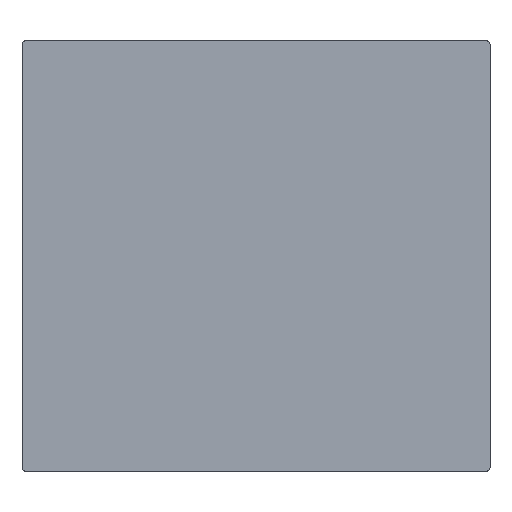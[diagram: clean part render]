
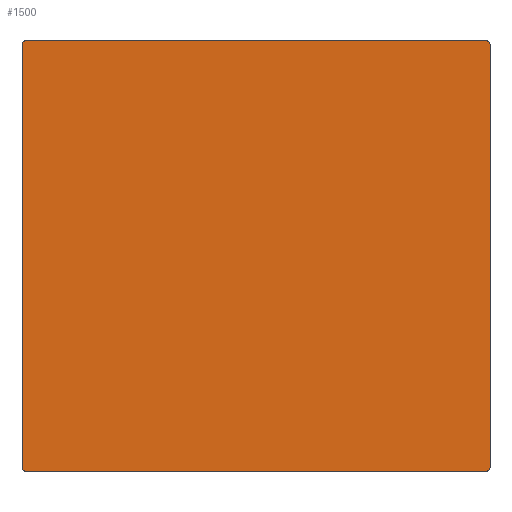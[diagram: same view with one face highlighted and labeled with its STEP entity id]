
A CAD part, front view. The second image highlights one B-rep face of the part: STEP entity #1500.
In plain terms, the highlighted planar face has unit normal (0, -1, 0).
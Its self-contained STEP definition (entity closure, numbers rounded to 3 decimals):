
#3 = DIRECTION ( 'NONE',  ( 0., 0., -1. ) ) ;
#36 = AXIS2_PLACEMENT_3D ( 'NONE', #1205, #429, #1329 ) ;
#47 = LINE ( 'NONE', #1065, #700 ) ;
#62 = VERTEX_POINT ( 'NONE', #1598 ) ;
#146 = DIRECTION ( 'NONE',  ( 1., 0., 0. ) ) ;
#191 = DIRECTION ( 'NONE',  ( 0., 0., -1. ) ) ;
#220 = EDGE_CURVE ( 'NONE', #1413, #1253, #1479, .T. ) ;
#264 = EDGE_CURVE ( 'NONE', #763, #689, #548, .T. ) ;
#270 = AXIS2_PLACEMENT_3D ( 'NONE', #1102, #976, #191 ) ;
#333 = DIRECTION ( 'NONE',  ( -1., 0., 0. ) ) ;
#340 = CIRCLE ( 'NONE', #36, 0.1 ) ;
#373 = ORIENTED_EDGE ( 'NONE', *, *, #425, .F. ) ;
#374 = ORIENTED_EDGE ( 'NONE', *, *, #713, .T. ) ;
#410 = CARTESIAN_POINT ( 'NONE',  ( 6.7, 0., 6.25 ) ) ;
#425 = EDGE_CURVE ( 'NONE', #1416, #525, #613, .T. ) ;
#429 = DIRECTION ( 'NONE',  ( 0., -1., 0. ) ) ;
#438 = CARTESIAN_POINT ( 'NONE',  ( 6.7, 0., -6.25 ) ) ;
#460 = VECTOR ( 'NONE', #643, 1000. ) ;
#472 = DIRECTION ( 'NONE',  ( 0., 0., 1. ) ) ;
#493 = VECTOR ( 'NONE', #472, 1000. ) ;
#525 = VERTEX_POINT ( 'NONE', #1367 ) ;
#548 = CIRCLE ( 'NONE', #586, 0.1 ) ;
#586 = AXIS2_PLACEMENT_3D ( 'NONE', #832, #1056, #3 ) ;
#613 = LINE ( 'NONE', #876, #1249 ) ;
#621 = ORIENTED_EDGE ( 'NONE', *, *, #264, .T. ) ;
#643 = DIRECTION ( 'NONE',  ( 0., 0., -1. ) ) ;
#656 = EDGE_CURVE ( 'NONE', #1079, #689, #47, .T. ) ;
#681 = ORIENTED_EDGE ( 'NONE', *, *, #656, .F. ) ;
#689 = VERTEX_POINT ( 'NONE', #410 ) ;
#700 = VECTOR ( 'NONE', #146, 1000. ) ;
#713 = EDGE_CURVE ( 'NONE', #1079, #1253, #1018, .T. ) ;
#727 = CARTESIAN_POINT ( 'NONE',  ( -6.7, 0., -6.15 ) ) ;
#763 = VERTEX_POINT ( 'NONE', #1579 ) ;
#768 = LINE ( 'NONE', #1421, #460 ) ;
#812 = CARTESIAN_POINT ( 'NONE',  ( -6.7, 0., 6.15 ) ) ;
#832 = CARTESIAN_POINT ( 'NONE',  ( 6.7, 0., 6.15 ) ) ;
#835 = EDGE_CURVE ( 'NONE', #1416, #62, #340, .T. ) ;
#861 = DIRECTION ( 'NONE',  ( 0., 0., -1. ) ) ;
#876 = CARTESIAN_POINT ( 'NONE',  ( -6.8, 0., -6.25 ) ) ;
#944 = DIRECTION ( 'NONE',  ( 0., 0., -1. ) ) ;
#976 = DIRECTION ( 'NONE',  ( 0., -1., 0. ) ) ;
#1018 = CIRCLE ( 'NONE', #1410, 0.1 ) ;
#1035 = CARTESIAN_POINT ( 'NONE',  ( -6.7, 0., 6.25 ) ) ;
#1054 = AXIS2_PLACEMENT_3D ( 'NONE', #727, #1625, #861 ) ;
#1056 = DIRECTION ( 'NONE',  ( 0., -1., 0. ) ) ;
#1057 = CARTESIAN_POINT ( 'NONE',  ( -6.8, 0., 6.15 ) ) ;
#1065 = CARTESIAN_POINT ( 'NONE',  ( -6.8, 0., 6.25 ) ) ;
#1079 = VERTEX_POINT ( 'NONE', #1035 ) ;
#1102 = CARTESIAN_POINT ( 'NONE',  ( 0., 0., 0. ) ) ;
#1137 = EDGE_CURVE ( 'NONE', #763, #62, #768, .T. ) ;
#1205 = CARTESIAN_POINT ( 'NONE',  ( 6.7, 0., -6.15 ) ) ;
#1249 = VECTOR ( 'NONE', #333, 1000. ) ;
#1253 = VERTEX_POINT ( 'NONE', #1057 ) ;
#1329 = DIRECTION ( 'NONE',  ( 0., 0., -1. ) ) ;
#1338 = CARTESIAN_POINT ( 'NONE',  ( -6.8, 0., -6.15 ) ) ;
#1367 = CARTESIAN_POINT ( 'NONE',  ( -6.7, 0., -6.25 ) ) ;
#1375 = CARTESIAN_POINT ( 'NONE',  ( -6.8, 0., 6.25 ) ) ;
#1393 = ORIENTED_EDGE ( 'NONE', *, *, #835, .T. ) ;
#1410 = AXIS2_PLACEMENT_3D ( 'NONE', #812, #1580, #944 ) ;
#1413 = VERTEX_POINT ( 'NONE', #1338 ) ;
#1415 = FACE_OUTER_BOUND ( 'NONE', #1568, .T. ) ;
#1416 = VERTEX_POINT ( 'NONE', #438 ) ;
#1421 = CARTESIAN_POINT ( 'NONE',  ( 6.8, 0., 6.25 ) ) ;
#1435 = ORIENTED_EDGE ( 'NONE', *, *, #220, .F. ) ;
#1478 = PLANE ( 'NONE',  #270 ) ;
#1479 = LINE ( 'NONE', #1375, #493 ) ;
#1500 = ADVANCED_FACE ( 'NONE', ( #1415 ), #1478, .T. ) ;
#1504 = CIRCLE ( 'NONE', #1054, 0.1 ) ;
#1555 = ORIENTED_EDGE ( 'NONE', *, *, #1606, .T. ) ;
#1568 = EDGE_LOOP ( 'NONE', ( #373, #1393, #1657, #621, #681, #374, #1435, #1555 ) ) ;
#1579 = CARTESIAN_POINT ( 'NONE',  ( 6.8, 0., 6.15 ) ) ;
#1580 = DIRECTION ( 'NONE',  ( 0., -1., 0. ) ) ;
#1598 = CARTESIAN_POINT ( 'NONE',  ( 6.8, 0., -6.15 ) ) ;
#1606 = EDGE_CURVE ( 'NONE', #1413, #525, #1504, .T. ) ;
#1625 = DIRECTION ( 'NONE',  ( 0., -1., 0. ) ) ;
#1657 = ORIENTED_EDGE ( 'NONE', *, *, #1137, .F. ) ;
